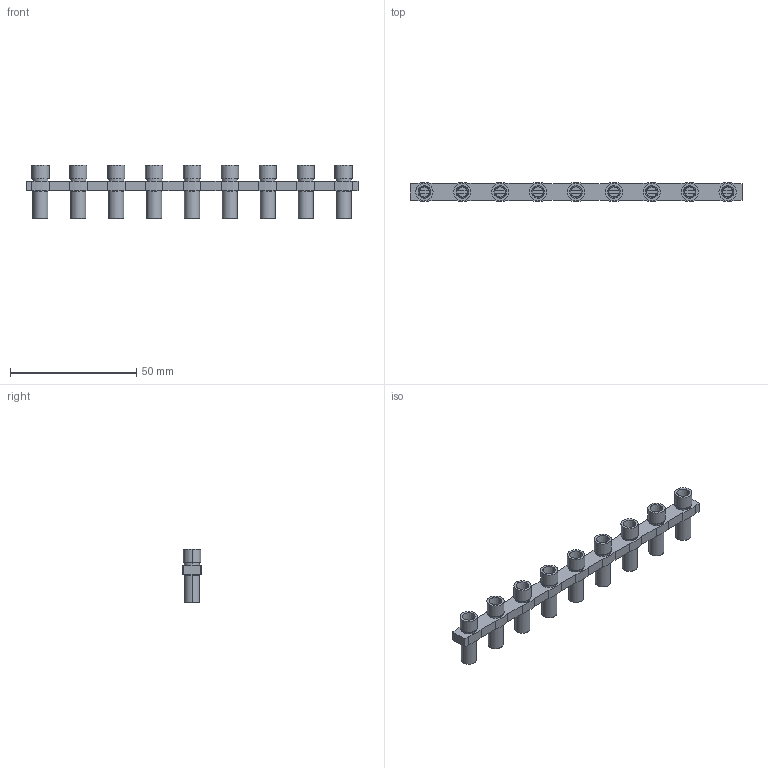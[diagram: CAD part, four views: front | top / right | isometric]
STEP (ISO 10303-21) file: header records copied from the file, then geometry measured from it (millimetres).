
FILE_DESCRIPTION (( 'STEP AP203' ), '1' );
FILE_NAME ('9''LU - MRK 35 ÜST KÖPRÜ.STEP', '2020-03-26T10:04:27', ( '' ), ( '' ), 'SwSTEP 2.0', 'SolidWorks 2011', '' );
FILE_SCHEMA (( 'CONFIG_CONTROL_DESIGN' ));
Length unit declared in the file: millimetre
Products named in the file (1): 9''LU - MRK 35 ÜST KÖPRÜ
Bounding box: 131.4 x 7.32 x 21.2 mm (x, y, z)
Volume: 7505.7 mm3; surface area: 8382.4 mm2
Topology: 1 solids, 10 shells, 461 faces, 1074 edges, 698 vertices
Faces by surface type: plane 164, cylinder 162, bspline 81, cone 54
Entity records: 16485 total; most frequent: CARTESIAN_POINT 5985, DIRECTION 2201, ORIENTED_EDGE 2148, EDGE_CURVE 1074, AXIS2_PLACEMENT_3D 917, VERTEX_POINT 698, EDGE_LOOP 544, CIRCLE 536
